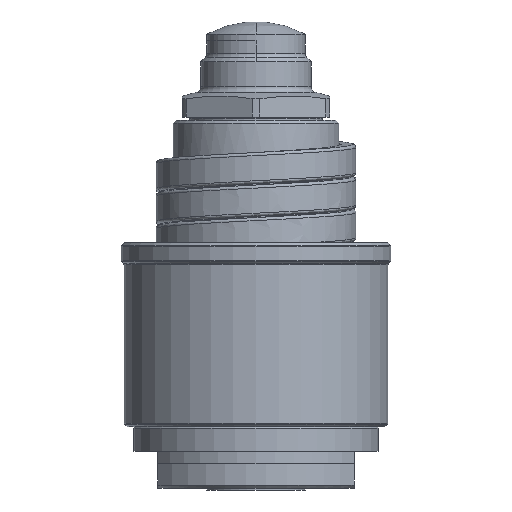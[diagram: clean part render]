
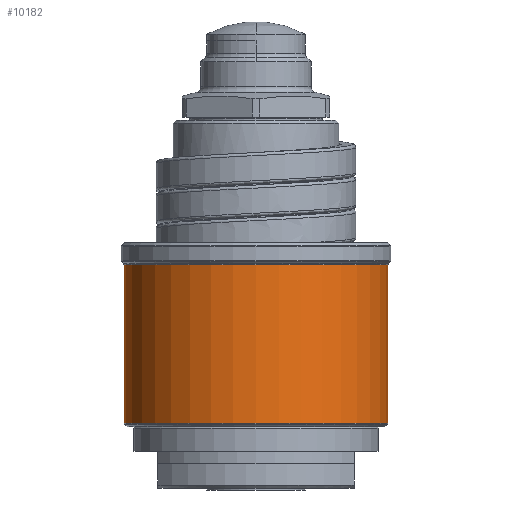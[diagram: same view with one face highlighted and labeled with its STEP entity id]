
A CAD part, front view. The second image highlights one B-rep face of the part: STEP entity #10182.
In plain terms, the highlighted cylindrical face has radius 21.5 mm (diameter 43 mm), a partial arc.
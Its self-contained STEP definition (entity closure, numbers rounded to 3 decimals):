
#3142=CARTESIAN_POINT('',(0.,0.,10.583));
#3143=DIRECTION('',(0.,0.,1.));
#3144=DIRECTION('',(-1.,0.,0.));
#3145=AXIS2_PLACEMENT_3D('',#3142,#3143,#3144);
#3147=DIRECTION('',(0.,0.,-1.));
#3148=VECTOR('',#3147,25.834);
#3149=CARTESIAN_POINT('',(-21.5,0.,36.417));
#3150=LINE('',#3149,#3148);
#3151=CARTESIAN_POINT('',(0.,0.,36.417));
#3152=DIRECTION('',(0.,0.,1.));
#3153=DIRECTION('',(-1.,0.,0.));
#3154=AXIS2_PLACEMENT_3D('',#3151,#3152,#3153);
#3156=DIRECTION('',(0.,0.,-1.));
#3157=VECTOR('',#3156,25.834);
#3158=CARTESIAN_POINT('',(21.5,0.,36.417));
#3159=LINE('',#3158,#3157);
#5892=CARTESIAN_POINT('',(21.5,0.,36.417));
#5893=CARTESIAN_POINT('',(-21.5,0.,36.417));
#5894=VERTEX_POINT('',#5892);
#5895=VERTEX_POINT('',#5893);
#5918=CARTESIAN_POINT('',(21.5,0.,10.583));
#5919=VERTEX_POINT('',#5918);
#5920=CARTESIAN_POINT('',(-21.5,0.,10.583));
#5921=VERTEX_POINT('',#5920);
#10170=CARTESIAN_POINT('',(0.,0.,8.5));
#10171=DIRECTION('',(0.,0.,1.));
#10172=DIRECTION('',(-1.,0.,0.));
#10173=AXIS2_PLACEMENT_3D('',#10170,#10171,#10172);
#10174=CYLINDRICAL_SURFACE('',#10173,21.5);
#10175=ORIENTED_EDGE('',*,*,#8107,.F.);
#10176=ORIENTED_EDGE('',*,*,#8088,.F.);
#10178=ORIENTED_EDGE('',*,*,#10177,.T.);
#10179=ORIENTED_EDGE('',*,*,#8084,.T.);
#10180=EDGE_LOOP('',(#10175,#10176,#10178,#10179));
#10181=FACE_OUTER_BOUND('',#10180,.F.);
#3146=CIRCLE('',#3145,21.5);
#3155=CIRCLE('',#3154,21.5);
#8084=EDGE_CURVE('',#5894,#5919,#3159,.T.);
#8088=EDGE_CURVE('',#5895,#5921,#3150,.T.);
#8107=EDGE_CURVE('',#5921,#5919,#3146,.T.);
#10177=EDGE_CURVE('',#5895,#5894,#3155,.T.);
#10182=ADVANCED_FACE('',(#10181),#10174,.T.);
